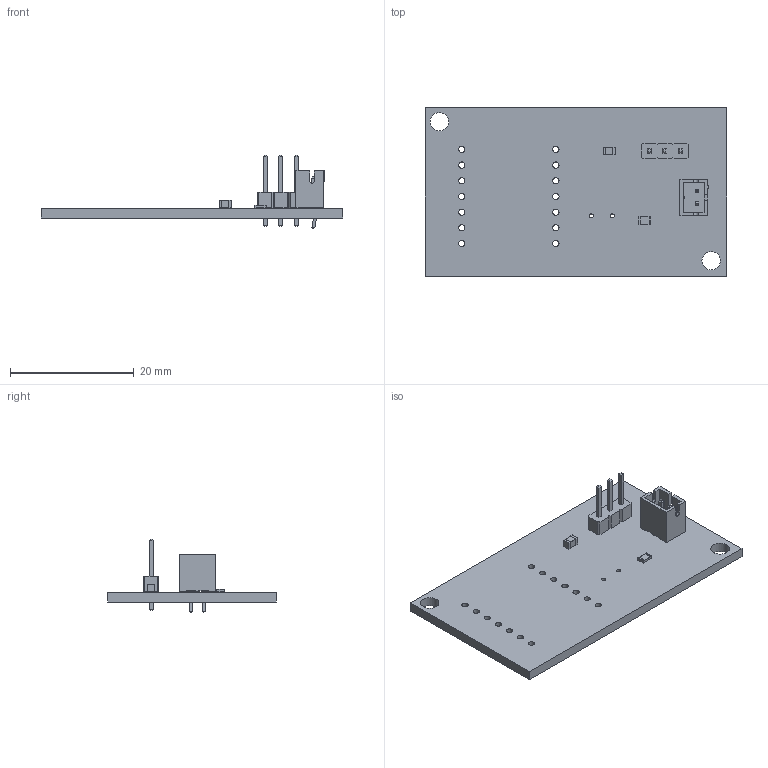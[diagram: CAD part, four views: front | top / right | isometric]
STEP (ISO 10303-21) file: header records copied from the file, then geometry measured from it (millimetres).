
FILE_DESCRIPTION(('KiCad electronic assembly'),'2;1');
FILE_NAME('514_final_sensor_pcb.step','2025-03-03T17:24:51',('Pcbnew'),( 'Kicad'),'Open CASCADE STEP processor 7.8','KiCad to STEP converter' ,'Unknown');
FILE_SCHEMA(('AUTOMOTIVE_DESIGN { 1 0 10303 214 1 1 1 1 }'));
Length unit declared in the file: millimetre
Products named in the file (10): 514_final_sensor_pcb 1; JST_PH_B2B-PH-K_1x02_P2.00mm_Vertical; JST_B2B_PH_K; R_0805_2012Metric; C_0805_2012Metric; PinHeader_1x03_P2.54mm_Vertical; PinHeader_1x03_P254mm_Vertical; 514_final_sensor_pcb_PCB
Assembly tree (9 placements, depth 3):
  514_final_sensor_pcb 1
    JST_PH_B2B-PH-K_1x02_P2.00mm_Vertical
      JST_B2B_PH_K
    R_0805_2012Metric
      R_0805_2012Metric
    C_0805_2012Metric
      C_0805_2012Metric
    PinHeader_1x03_P2.54mm_Vertical
      PinHeader_1x03_P254mm_Vertical
    514_final_sensor_pcb_PCB
Bounding box: 48.75 x 27.25 x 11.94 mm (x, y, z)
Volume: 2226.6 mm3; surface area: 3421.2 mm2
Topology: 5 solids, 5 shells, 252 faces, 657 edges, 426 vertices
Faces by surface type: plane 207, cylinder 45
Full cylindrical faces by diameter (mm): 0.65 x2, 0.75 x2, 1 x3, 1.016 x14, 3 x2
Entity records: 9449 total; most frequent: CARTESIAN_POINT 1345, ORIENTED_EDGE 1314, DIRECTION 1271, EDGE_CURVE 657, LINE 567, VECTOR 567, VERTEX_POINT 426, AXIS2_PLACEMENT_3D 352
